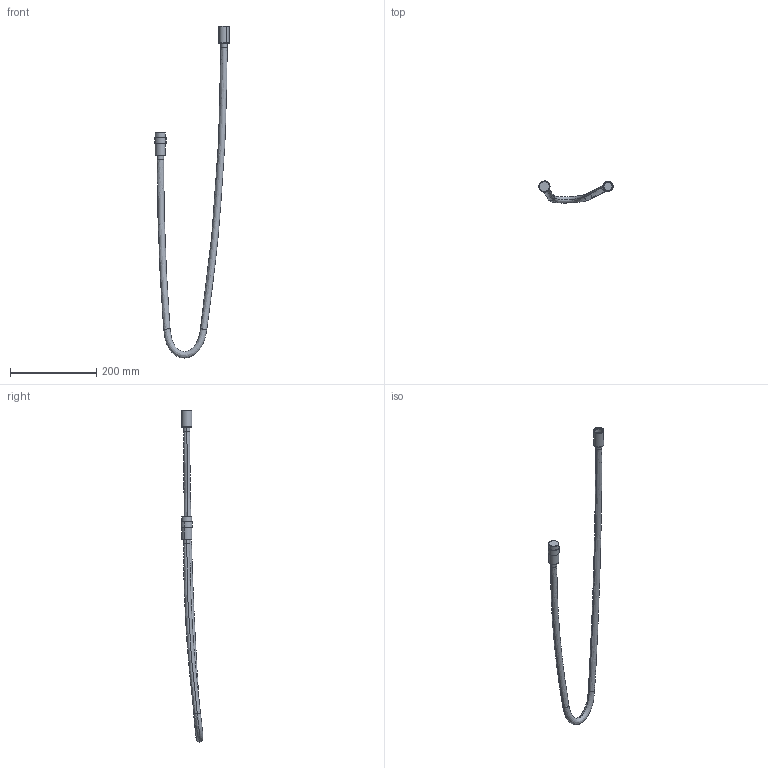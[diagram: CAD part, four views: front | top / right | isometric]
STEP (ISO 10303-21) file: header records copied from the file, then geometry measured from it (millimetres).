
FILE_DESCRIPTION(('CAx-IF Rec.Pracs.---Model Styling and Organization---1.2---2011-12-15','CAx-IF Rec.Pracs.---Geometric and Assembly Validation Properties---4.1---2014-06-16','CAx-IF Rec.Pracs.---PMI Polyline Presentation---2.0---2013-05-24'),'2;1');
FILE_NAME('1000112707_PPR_000.stp','2017-02-10T09:37:21+01:00',(''),(''),'STEP Interface 4.0.1101 by CT CoreTechnologie','3D_Evolution4.0.1101 by CT CoreTechnologie','');
FILE_SCHEMA(('AP203_CONFIGURATION_CONTROLLED_3D_DESIGN_OF_MECHANICAL_PARTS_AND_ASSEMBLIES_MIM_LF'));
Length unit declared in the file: millimetre
Products named in the file (5): P_2 EB Brauseschlauch 1,25m Volumenkontr 1000112707_PPR_000_A0; P_2 (EB) Halbfertig Isi neu 1,25M chrom 1000107383_PPA_000_A0; P_2 Oberteil geregelter Schlauchanschl. 1000112687_PPA_000_A0; P_2 Umsteller geregelter Schlauchanschl. 1000112688_PPA_000_A0; P_2 Mutter wirbl   - ISI Starck Schlauch 1000085873_PPA_000_A0
Assembly tree (4 placements, depth 2):
  P_2 EB Brauseschlauch 1,25m Volumenkontr 1000112707_PPR_000_A0
    P_2 (EB) Halbfertig Isi neu 1,25M chrom 1000107383_PPA_000_A0
    P_2 Oberteil geregelter Schlauchanschl. 1000112687_PPA_000_A0
    P_2 Umsteller geregelter Schlauchanschl. 1000112688_PPA_000_A0
    P_2 Mutter wirbl   - ISI Starck Schlauch 1000085873_PPA_000_A0
Bounding box: 172.24 x 50.46 x 768.47 mm (x, y, z)
Volume: 253576.6 mm3; surface area: 69288 mm2
Topology: 4 solids, 4 shells, 46 faces, 84 edges, 48 vertices
Faces by surface type: cylinder 18, bspline 18, plane 10
Entity records: 2496 total; most frequent: CARTESIAN_POINT 715, DIRECTION 206, ORIENTED_EDGE 168, AXIS2_PLACEMENT_3D 91, EDGE_CURVE 84, REPRESENTATION 59, PROPERTY_DEFINITION 59, GENERAL_PROPERTY 59
